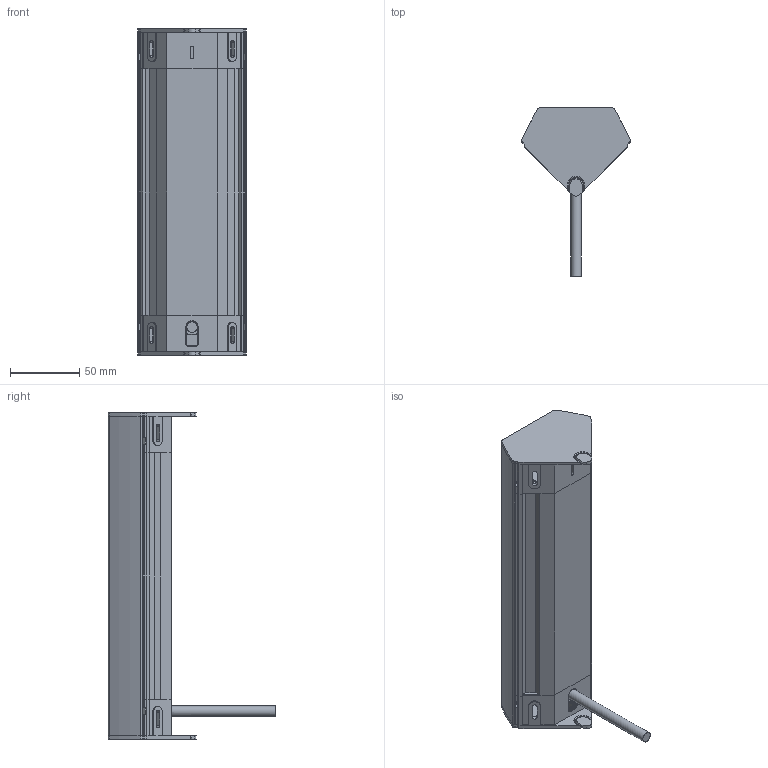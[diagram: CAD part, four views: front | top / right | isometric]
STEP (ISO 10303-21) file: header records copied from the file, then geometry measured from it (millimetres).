
FILE_DESCRIPTION(/* description */ (''),/* implementation_level */ '2;1');
FILE_NAME(/* name */ 'BG_CASIA 3_3xCEE7_3_kurz.stp',/* time_stamp */ '2023-05-16T14:33:55+02:00',/* author */ ('patrick.elbert'),/* organization */ (''),/* preprocessor_version */ 'ST-DEVELOPER v18.1',/* originating_system */ 'Autodesk Inventor 2022',/* authorisation */ '');
FILE_SCHEMA (('AUTOMOTIVE_DESIGN { 1 0 10303 214 3 1 1 }'));
Products named in the file (1): BG_CASIA 3_3xCEE7_3_kurz_Vereinfachen_1
Bounding box: 78.17 x 120.9 x 235.4 mm (x, y, z)
Volume: 189793.2 mm3; surface area: 230238.3 mm2
Topology: 1 solids, 1 shells, 6691 faces, 18029 edges, 11437 vertices
Faces by surface type: plane 3934, cylinder 1562, bspline 845, torus 208, cone 84, sphere 58
Full cylindrical faces by diameter (mm): 1.3 x6, 1.4 x6, 2.257 x3, 2.43 x3, 2.5 x18, 2.9 x4, 3 x8, 3.2 x16, 3.6 x3, 4.166 x3, 4.34 x3, 5.1 x4, 5.2 x4, 5.5 x6, 5.6 x4, 5.7 x4, 7.5 x2, 8.5 x6, 39 x3
Entity records: 230684 total; most frequent: CARTESIAN_POINT 59725, ORIENTED_EDGE 35954, DIRECTION 31461, EDGE_CURVE 17977, LINE 12437, VECTOR 12437, VERTEX_POINT 11429, AXIS2_PLACEMENT_3D 9512
